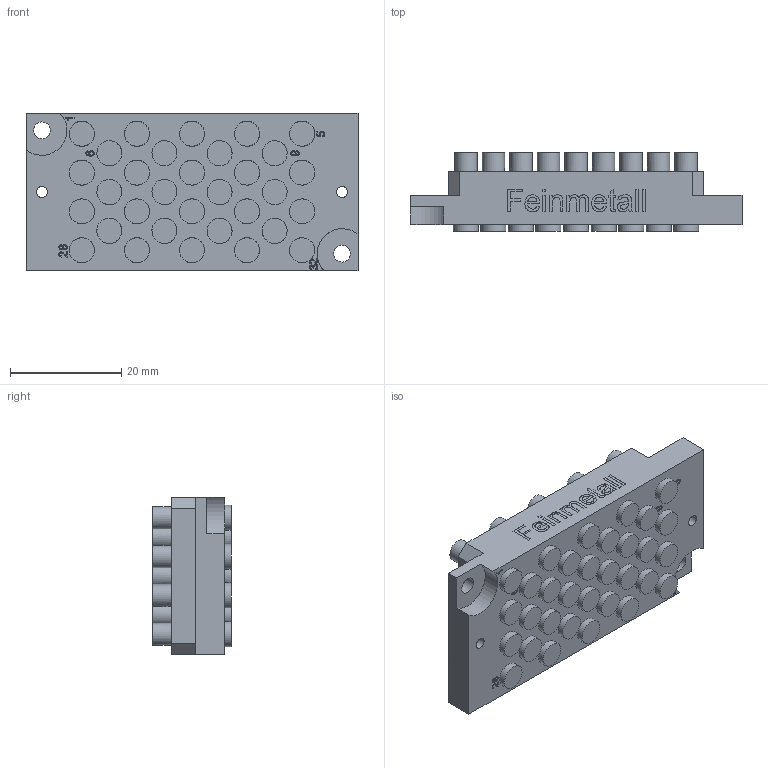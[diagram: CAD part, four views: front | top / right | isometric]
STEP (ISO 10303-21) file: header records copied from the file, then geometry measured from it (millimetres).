
FILE_DESCRIPTION (( 'STEP AP214' ), '1' );
FILE_NAME ('MOD-1004815-IP-B-F-HS-032-000-020-032-LA.STEP', '2023-02-02T09:59:36', ( '' ), ( '' ), 'SwSTEP 2.0', 'SolidWorks 2020', '' );
FILE_SCHEMA (( 'AUTOMOTIVE_DESIGN' ));
Length unit declared in the file: millimetre
Products named in the file (1): MOD-1004815-IP-B-F-HS-032-000-020-032-LA
Bounding box: 59.7 x 14.1 x 28.4 mm (x, y, z)
Volume: 15268.6 mm3; surface area: 8285.1 mm2
Topology: 1 solids, 1 shells, 476 faces, 1125 edges, 771 vertices
Faces by surface type: plane 231, bspline 143, cylinder 102
Full cylindrical faces by diameter (mm): 2 x2, 2.4 x32, 3 x2, 4 x32, 4.5 x32
Entity records: 23141 total; most frequent: CARTESIAN_POINT 10450, ORIENTED_EDGE 1918, DIRECTION 1546, EDGE_CURVE 959, VERTEX_POINT 705, EDGE_LOOP 704, FACE_OUTER_BOUND 576, AXIS2_PLACEMENT_3D 541
